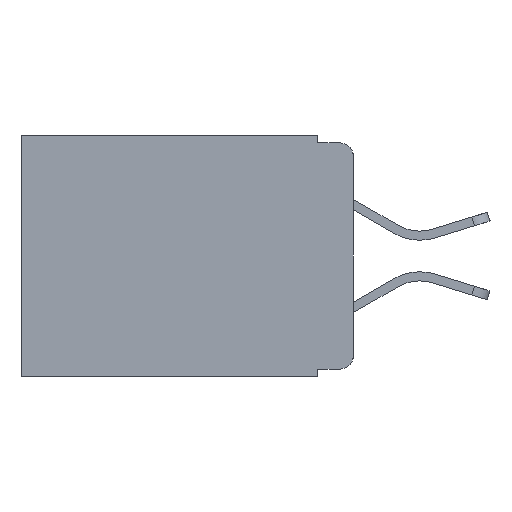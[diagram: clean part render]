
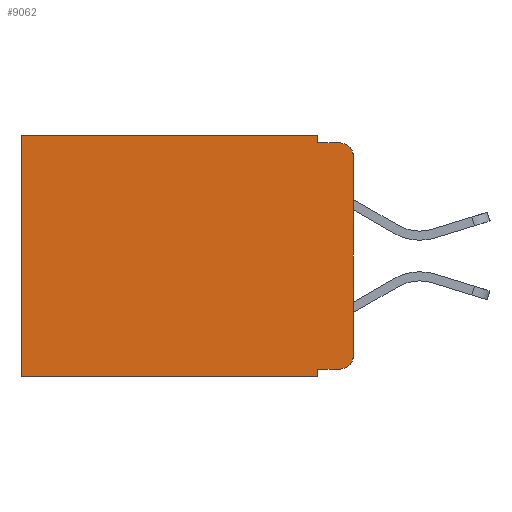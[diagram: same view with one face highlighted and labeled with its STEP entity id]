
A CAD part, left-side view. The second image highlights one B-rep face of the part: STEP entity #9062.
In plain terms, the highlighted planar face has unit normal (-1, 0, 0).
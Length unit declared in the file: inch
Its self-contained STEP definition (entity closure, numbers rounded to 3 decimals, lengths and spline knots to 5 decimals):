
#4 = CARTESIAN_POINT ( 'NONE',  ( 0.298, 0.473, 0. ) ) ;
#65 = LINE ( 'NONE', #5227, #10753 ) ;
#120 = EDGE_CURVE ( 'NONE', #1336, #8961, #3670, .T. ) ;
#527 = CARTESIAN_POINT ( 'NONE',  ( 0.298, 0.473, -0.343 ) ) ;
#654 = ORIENTED_EDGE ( 'NONE', *, *, #9702, .T. ) ;
#816 = DIRECTION ( 'NONE',  ( 0., 0., -1. ) ) ;
#854 = DIRECTION ( 'NONE',  ( 0., 0., -1. ) ) ;
#882 = CARTESIAN_POINT ( 'NONE',  ( 0.298, 0.02, -0.333 ) ) ;
#955 = EDGE_CURVE ( 'NONE', #6514, #5782, #4196, .T. ) ;
#1219 = CARTESIAN_POINT ( 'NONE',  ( 0.298, 0.051, 0. ) ) ;
#1230 = EDGE_LOOP ( 'NONE', ( #4848, #2517, #4207, #2273, #4481, #2680, #2603, #2778, #654, #2456 ) ) ;
#1336 = VERTEX_POINT ( 'NONE', #882 ) ;
#1341 = CIRCLE ( 'NONE', #8260, 0.02 ) ;
#1396 = VECTOR ( 'NONE', #816, 39.37008 ) ;
#1634 = CARTESIAN_POINT ( 'NONE',  ( 0.298, 0., -0.03 ) ) ;
#1654 = LINE ( 'NONE', #7938, #4027 ) ;
#1687 = EDGE_CURVE ( 'NONE', #5782, #3215, #8914, .T. ) ;
#1821 = VECTOR ( 'NONE', #4314, 39.37008 ) ;
#1915 = EDGE_CURVE ( 'NONE', #6514, #2278, #1963, .T. ) ;
#1963 = LINE ( 'NONE', #6078, #8529 ) ;
#2226 = DIRECTION ( 'NONE',  ( 0., 0., -1. ) ) ;
#2273 = ORIENTED_EDGE ( 'NONE', *, *, #1915, .F. ) ;
#2278 = VERTEX_POINT ( 'NONE', #2515 ) ;
#2456 = ORIENTED_EDGE ( 'NONE', *, *, #120, .T. ) ;
#2515 = CARTESIAN_POINT ( 'NONE',  ( 0.298, 0.051, -0.01 ) ) ;
#2517 = ORIENTED_EDGE ( 'NONE', *, *, #4743, .T. ) ;
#2603 = ORIENTED_EDGE ( 'NONE', *, *, #6440, .F. ) ;
#2680 = ORIENTED_EDGE ( 'NONE', *, *, #1687, .T. ) ;
#2778 = ORIENTED_EDGE ( 'NONE', *, *, #7350, .F. ) ;
#2817 = VECTOR ( 'NONE', #6381, 39.37008 ) ;
#2890 = EDGE_CURVE ( 'NONE', #2278, #7323, #1654, .T. ) ;
#3121 = CARTESIAN_POINT ( 'NONE',  ( 0.298, 0., 0. ) ) ;
#3215 = VERTEX_POINT ( 'NONE', #527 ) ;
#3219 = CARTESIAN_POINT ( 'NONE',  ( 0.298, 0.051, -0.333 ) ) ;
#3568 = VECTOR ( 'NONE', #8313, 39.37008 ) ;
#3670 = CIRCLE ( 'NONE', #6769, 0.02 ) ;
#4002 = DIRECTION ( 'NONE',  ( 1., 0., 0. ) ) ;
#4027 = VECTOR ( 'NONE', #5186, 39.37008 ) ;
#4196 = LINE ( 'NONE', #4308, #1821 ) ;
#4207 = ORIENTED_EDGE ( 'NONE', *, *, #2890, .F. ) ;
#4308 = CARTESIAN_POINT ( 'NONE',  ( 0.298, 0., 0. ) ) ;
#4314 = DIRECTION ( 'NONE',  ( 0., 1., 0. ) ) ;
#4477 = VECTOR ( 'NONE', #6326, 39.37008 ) ;
#4481 = ORIENTED_EDGE ( 'NONE', *, *, #955, .T. ) ;
#4551 = DIRECTION ( 'NONE',  ( 0., 0., -1. ) ) ;
#4652 = CARTESIAN_POINT ( 'NONE',  ( 0.298, 0., -0.343 ) ) ;
#4743 = EDGE_CURVE ( 'NONE', #9851, #7323, #1341, .T. ) ;
#4837 = FACE_OUTER_BOUND ( 'NONE', #1230, .T. ) ;
#4848 = ORIENTED_EDGE ( 'NONE', *, *, #5538, .F. ) ;
#5086 = CARTESIAN_POINT ( 'NONE',  ( 0.298, 0.02, -0.03 ) ) ;
#5186 = DIRECTION ( 'NONE',  ( 0., -1., 0. ) ) ;
#5227 = CARTESIAN_POINT ( 'NONE',  ( 0.298, 0., 0. ) ) ;
#5538 = EDGE_CURVE ( 'NONE', #9851, #8961, #65, .T. ) ;
#5782 = VERTEX_POINT ( 'NONE', #6429 ) ;
#5883 = LINE ( 'NONE', #3219, #3568 ) ;
#5943 = DIRECTION ( 'NONE',  ( 0., 0., -1. ) ) ;
#6078 = CARTESIAN_POINT ( 'NONE',  ( 0.298, 0.051, 0. ) ) ;
#6289 = AXIS2_PLACEMENT_3D ( 'NONE', #3121, #4002, #9793 ) ;
#6326 = DIRECTION ( 'NONE',  ( 0., 0., -1. ) ) ;
#6381 = DIRECTION ( 'NONE',  ( 0., 1., 0. ) ) ;
#6429 = CARTESIAN_POINT ( 'NONE',  ( 0.298, 0.473, 0. ) ) ;
#6440 = EDGE_CURVE ( 'NONE', #8816, #3215, #7391, .T. ) ;
#6514 = VERTEX_POINT ( 'NONE', #1219 ) ;
#6769 = AXIS2_PLACEMENT_3D ( 'NONE', #7293, #8401, #4551 ) ;
#7293 = CARTESIAN_POINT ( 'NONE',  ( 0.298, 0.02, -0.313 ) ) ;
#7323 = VERTEX_POINT ( 'NONE', #10026 ) ;
#7350 = EDGE_CURVE ( 'NONE', #7826, #8816, #8276, .T. ) ;
#7391 = LINE ( 'NONE', #4652, #2817 ) ;
#7826 = VERTEX_POINT ( 'NONE', #8982 ) ;
#7938 = CARTESIAN_POINT ( 'NONE',  ( 0.298, 0.051, -0.01 ) ) ;
#8116 = CARTESIAN_POINT ( 'NONE',  ( 0.298, 0., -0.313 ) ) ;
#8222 = PLANE ( 'NONE',  #6289 ) ;
#8260 = AXIS2_PLACEMENT_3D ( 'NONE', #5086, #10746, #5943 ) ;
#8276 = LINE ( 'NONE', #10863, #1396 ) ;
#8313 = DIRECTION ( 'NONE',  ( 0., -1., 0. ) ) ;
#8401 = DIRECTION ( 'NONE',  ( -1., 0., 0. ) ) ;
#8529 = VECTOR ( 'NONE', #2226, 39.37008 ) ;
#8694 = CARTESIAN_POINT ( 'NONE',  ( 0.298, 0.051, -0.343 ) ) ;
#8816 = VERTEX_POINT ( 'NONE', #8694 ) ;
#8914 = LINE ( 'NONE', #4, #4477 ) ;
#8961 = VERTEX_POINT ( 'NONE', #8116 ) ;
#8982 = CARTESIAN_POINT ( 'NONE',  ( 0.298, 0.051, -0.333 ) ) ;
#9062 = ADVANCED_FACE ( 'NONE', ( #4837 ), #8222, .F. ) ;
#9702 = EDGE_CURVE ( 'NONE', #7826, #1336, #5883, .T. ) ;
#9793 = DIRECTION ( 'NONE',  ( 0., 0., -1. ) ) ;
#9851 = VERTEX_POINT ( 'NONE', #1634 ) ;
#10026 = CARTESIAN_POINT ( 'NONE',  ( 0.298, 0.02, -0.01 ) ) ;
#10746 = DIRECTION ( 'NONE',  ( -1., 0., 0. ) ) ;
#10753 = VECTOR ( 'NONE', #854, 39.37008 ) ;
#10863 = CARTESIAN_POINT ( 'NONE',  ( 0.298, 0.051, 0. ) ) ;
